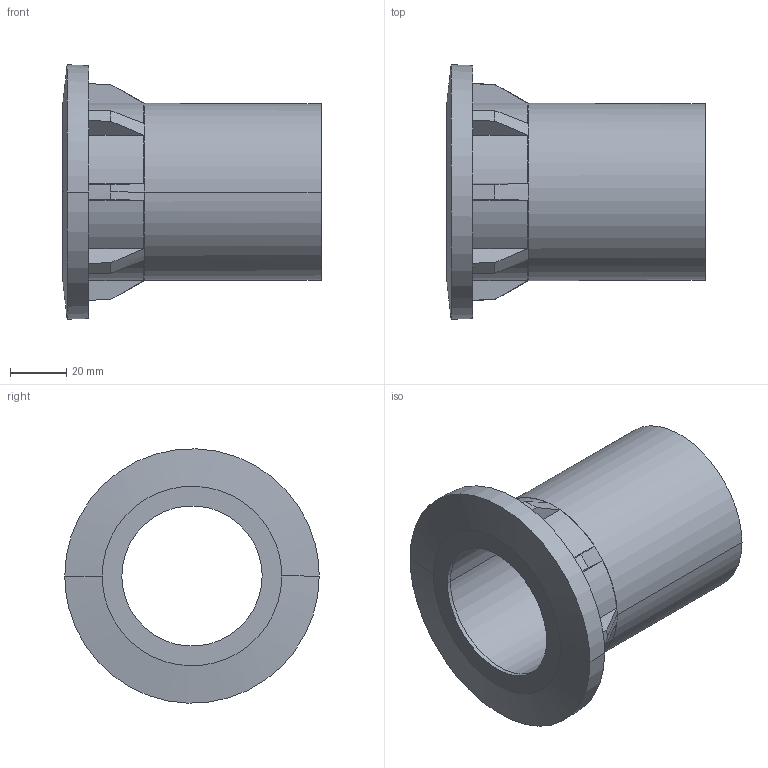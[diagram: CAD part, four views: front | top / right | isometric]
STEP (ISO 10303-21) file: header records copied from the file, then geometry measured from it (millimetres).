
FILE_DESCRIPTION(('STEP AP214'),'1');
FILE_NAME('cctmp_0CA4AE93-401C-46EF-8108-BB9983478992_2022_10_31_13_36_39_0707..stp','2022-10-31T12:36:39',('Praher Valves GmbH'),('CADClick - www.CADClick.com'),'Spatial InterOp 3D',' ','unknown authorization');
FILE_SCHEMA(('AUTOMOTIVE_DESIGN'));
Length unit declared in the file: millimetre
Products named in the file (1): 102531
Bounding box: 92 x 90.7 x 90.65 mm (x, y, z)
Volume: 134832.4 mm3; surface area: 43244 mm2
Topology: 1 solids, 1 shells, 47 faces, 126 edges, 82 vertices
Faces by surface type: bspline 28, plane 19
Entity records: 2720 total; most frequent: CARTESIAN_POINT 1392, ORIENTED_EDGE 252, EDGE_CURVE 126, B_SPLINE_CURVE_WITH_KNOTS 84, DIRECTION 82, VERTEX_POINT 82, EDGE_LOOP 50, STYLED_ITEM 48
